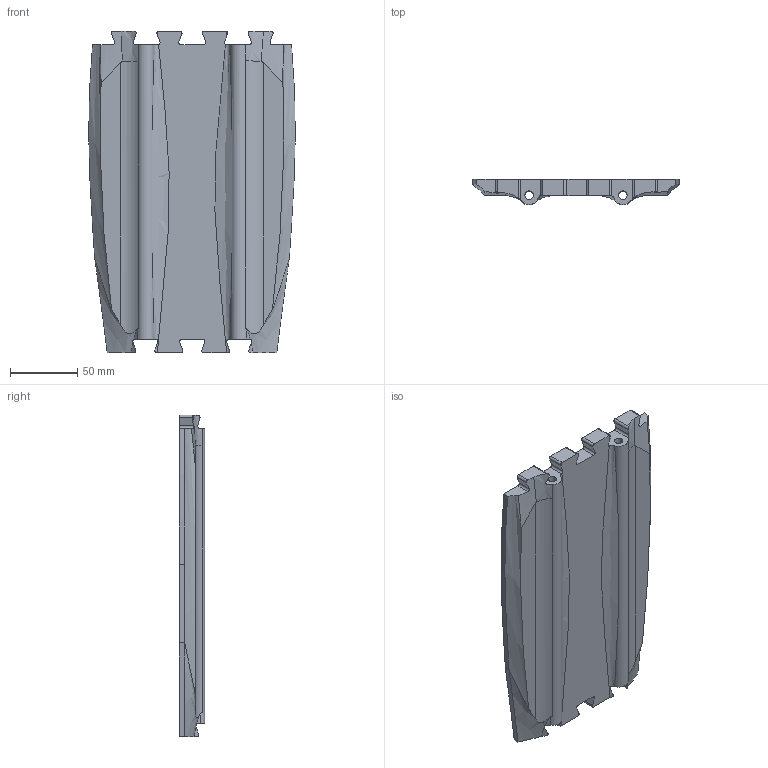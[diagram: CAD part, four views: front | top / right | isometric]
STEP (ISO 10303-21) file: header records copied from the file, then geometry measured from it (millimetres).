
FILE_DESCRIPTION(/* description */ (''),/* implementation_level */ '2;1');
FILE_NAME(/* name */ 'bridge.stp',/* time_stamp */ '2024-12-14T21:57:54-08:00',/* author */ ('devan'),/* organization */ (''),/* preprocessor_version */ 'ST-DEVELOPER v20',/* originating_system */ 'Autodesk Inventor 2025',/* authorisation */ '');
FILE_SCHEMA (('AUTOMOTIVE_DESIGN { 1 0 10303 214 3 1 1 }'));
Length unit declared in the file: millimetre
Products named in the file (1): Part1
Bounding box: 154.07 x 18.99 x 240 mm (x, y, z)
Volume: 417419.6 mm3; surface area: 86571.7 mm2
Topology: 1 solids, 1 shells, 90 faces, 264 edges, 176 vertices
Faces by surface type: cylinder 40, plane 34, bspline 16
Full cylindrical faces by diameter (mm): 6.25 x2
Entity records: 4468 total; most frequent: CARTESIAN_POINT 2170, ORIENTED_EDGE 528, DIRECTION 394, EDGE_CURVE 264, VERTEX_POINT 176, AXIS2_PLACEMENT_3D 137, LINE 120, VECTOR 120
